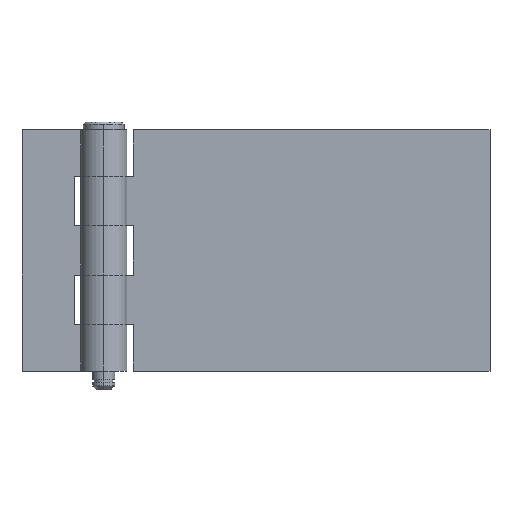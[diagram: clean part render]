
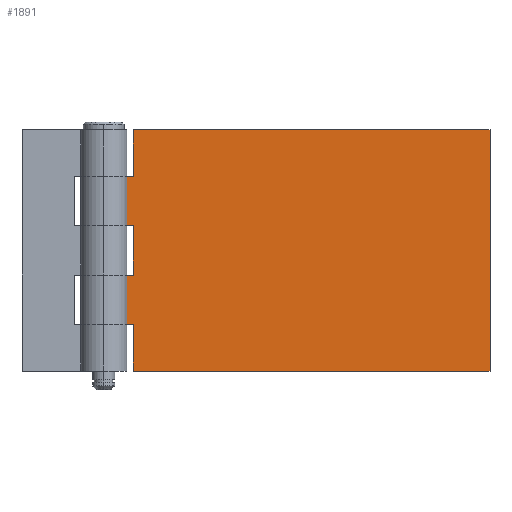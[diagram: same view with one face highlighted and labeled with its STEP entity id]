
A CAD part, top view. The second image highlights one B-rep face of the part: STEP entity #1891.
In plain terms, the highlighted face is planar.
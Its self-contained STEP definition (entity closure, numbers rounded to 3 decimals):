
#66 = VERTEX_POINT ( 'NONE', #433 ) ;
#67 = VERTEX_POINT ( 'NONE', #432 ) ;
#69 = EDGE_CURVE ( 'NONE', #70, #107, #431, .T. ) ;
#70 = VERTEX_POINT ( 'NONE', #427 ) ;
#107 = VERTEX_POINT ( 'NONE', #480 ) ;
#111 = EDGE_CURVE ( 'NONE', #1948, #2136, #538, .T. ) ;
#113 = EDGE_CURVE ( 'NONE', #66, #67, #534, .T. ) ;
#391 = ORIENTED_EDGE ( 'NONE', *, *, #643, .T. ) ;
#427 = CARTESIAN_POINT ( 'NONE',  ( 104., 0., 3.05 ) ) ;
#428 = DIRECTION ( 'NONE',  ( -1., 0., 0. ) ) ;
#429 = VECTOR ( 'NONE', #428, 1000. ) ;
#430 = CARTESIAN_POINT ( 'NONE',  ( 104., 0., 3.05 ) ) ;
#431 = LINE ( 'NONE', #430, #429 ) ;
#432 = CARTESIAN_POINT ( 'NONE',  ( 5.455, 39.125, 3.05 ) ) ;
#433 = CARTESIAN_POINT ( 'NONE',  ( 5.455, 52.375, 3.05 ) ) ;
#480 = CARTESIAN_POINT ( 'NONE',  ( 8., 0., 3.05 ) ) ;
#531 = DIRECTION ( 'NONE',  ( 0., -1., 0. ) ) ;
#532 = VECTOR ( 'NONE', #531, 1000. ) ;
#533 = CARTESIAN_POINT ( 'NONE',  ( 5.455, 65., 3.05 ) ) ;
#534 = LINE ( 'NONE', #533, #532 ) ;
#535 = DIRECTION ( 'NONE',  ( -1., 0., 0. ) ) ;
#536 = VECTOR ( 'NONE', #535, 1000. ) ;
#537 = CARTESIAN_POINT ( 'NONE',  ( 104., 65., 3.05 ) ) ;
#538 = LINE ( 'NONE', #537, #536 ) ;
#643 = EDGE_CURVE ( 'NONE', #1951, #1980, #840, .T. ) ;
#840 = LINE ( 'NONE', #903, #902 ) ;
#871 = LINE ( 'NONE', #937, #936 ) ;
#872 = DIRECTION ( 'NONE',  ( 0., 1., 0. ) ) ;
#873 = VECTOR ( 'NONE', #872, 1000. ) ;
#874 = CARTESIAN_POINT ( 'NONE',  ( 8., 65., 3.05 ) ) ;
#875 = LINE ( 'NONE', #874, #873 ) ;
#886 = DIRECTION ( 'NONE',  ( 0., -1., 0. ) ) ;
#887 = VECTOR ( 'NONE', #886, 1000. ) ;
#888 = CARTESIAN_POINT ( 'NONE',  ( 104., 65., 3.05 ) ) ;
#889 = LINE ( 'NONE', #888, #887 ) ;
#890 = DIRECTION ( 'NONE',  ( 1., 0., 0. ) ) ;
#891 = DIRECTION ( 'NONE',  ( 0., 0., 1. ) ) ;
#892 = CARTESIAN_POINT ( 'NONE',  ( 104., 65., 3.05 ) ) ;
#893 = AXIS2_PLACEMENT_3D ( 'NONE', #892, #891, #890 ) ;
#894 = ORIENTED_EDGE ( 'NONE', *, *, #1958, .F. ) ;
#895 = PLANE ( 'NONE',  #893 ) ;
#896 = FACE_OUTER_BOUND ( 'NONE', #1890, .T. ) ;
#901 = DIRECTION ( 'NONE',  ( 1., 0., 0. ) ) ;
#902 = VECTOR ( 'NONE', #901, 1000. ) ;
#903 = CARTESIAN_POINT ( 'NONE',  ( 104., 25.875, 3.05 ) ) ;
#930 = DIRECTION ( 'NONE',  ( -1., 0., 0. ) ) ;
#931 = VECTOR ( 'NONE', #930, 1000. ) ;
#932 = CARTESIAN_POINT ( 'NONE',  ( 104., 39.125, 3.05 ) ) ;
#933 = LINE ( 'NONE', #932, #931 ) ;
#934 = CARTESIAN_POINT ( 'NONE',  ( 8., 52.375, 3.05 ) ) ;
#935 = DIRECTION ( 'NONE',  ( 1., 0., 0. ) ) ;
#936 = VECTOR ( 'NONE', #935, 1000. ) ;
#937 = CARTESIAN_POINT ( 'NONE',  ( 104., 52.375, 3.05 ) ) ;
#938 = CARTESIAN_POINT ( 'NONE',  ( 5.455, 25.875, 3.05 ) ) ;
#940 = CARTESIAN_POINT ( 'NONE',  ( 104., 65., 3.05 ) ) ;
#982 = DIRECTION ( 'NONE',  ( 0., -1., 0. ) ) ;
#983 = VECTOR ( 'NONE', #982, 1000. ) ;
#984 = CARTESIAN_POINT ( 'NONE',  ( 5.455, 65., 3.05 ) ) ;
#985 = LINE ( 'NONE', #984, #983 ) ;
#1002 = CARTESIAN_POINT ( 'NONE',  ( 8., 25.875, 3.05 ) ) ;
#1003 = DIRECTION ( 'NONE',  ( 0., 1., 0. ) ) ;
#1004 = VECTOR ( 'NONE', #1003, 1000. ) ;
#1005 = CARTESIAN_POINT ( 'NONE',  ( 8., 65., 3.05 ) ) ;
#1006 = LINE ( 'NONE', #1005, #1004 ) ;
#1007 = CARTESIAN_POINT ( 'NONE',  ( 8., 39.125, 3.05 ) ) ;
#1048 = DIRECTION ( 'NONE',  ( 0., 1., 0. ) ) ;
#1049 = VECTOR ( 'NONE', #1048, 1000. ) ;
#1050 = CARTESIAN_POINT ( 'NONE',  ( 8., 65., 3.05 ) ) ;
#1051 = LINE ( 'NONE', #1050, #1049 ) ;
#1052 = DIRECTION ( 'NONE',  ( -1., 0., 0. ) ) ;
#1053 = VECTOR ( 'NONE', #1052, 1000. ) ;
#1054 = CARTESIAN_POINT ( 'NONE',  ( 104., 12.625, 3.05 ) ) ;
#1055 = LINE ( 'NONE', #1054, #1053 ) ;
#1062 = CARTESIAN_POINT ( 'NONE',  ( 8., 12.625, 3.05 ) ) ;
#1082 = CARTESIAN_POINT ( 'NONE',  ( 5.455, 12.625, 3.05 ) ) ;
#1279 = CARTESIAN_POINT ( 'NONE',  ( 8., 65., 3.05 ) ) ;
#1890 = EDGE_LOOP ( 'NONE', ( #894, #391, #1979, #1976, #1907, #1904, #1903, #1901, #1991, #1993, #1992, #1982 ) ) ;
#1891 = ADVANCED_FACE ( 'NONE', ( #896 ), #895, .F. ) ;
#1892 = EDGE_CURVE ( 'NONE', #1948, #70, #889, .T. ) ;
#1901 = ORIENTED_EDGE ( 'NONE', *, *, #111, .F. ) ;
#1902 = EDGE_CURVE ( 'NONE', #1906, #2136, #875, .T. ) ;
#1903 = ORIENTED_EDGE ( 'NONE', *, *, #1902, .T. ) ;
#1904 = ORIENTED_EDGE ( 'NONE', *, *, #1905, .T. ) ;
#1905 = EDGE_CURVE ( 'NONE', #66, #1906, #871, .T. ) ;
#1906 = VERTEX_POINT ( 'NONE', #934 ) ;
#1907 = ORIENTED_EDGE ( 'NONE', *, *, #113, .F. ) ;
#1908 = EDGE_CURVE ( 'NONE', #1977, #67, #933, .T. ) ;
#1948 = VERTEX_POINT ( 'NONE', #940 ) ;
#1951 = VERTEX_POINT ( 'NONE', #938 ) ;
#1958 = EDGE_CURVE ( 'NONE', #1951, #2024, #985, .T. ) ;
#1976 = ORIENTED_EDGE ( 'NONE', *, *, #1908, .T. ) ;
#1977 = VERTEX_POINT ( 'NONE', #1007 ) ;
#1978 = EDGE_CURVE ( 'NONE', #1980, #1977, #1006, .T. ) ;
#1979 = ORIENTED_EDGE ( 'NONE', *, *, #1978, .T. ) ;
#1980 = VERTEX_POINT ( 'NONE', #1002 ) ;
#1981 = VERTEX_POINT ( 'NONE', #1062 ) ;
#1982 = ORIENTED_EDGE ( 'NONE', *, *, #1985, .T. ) ;
#1985 = EDGE_CURVE ( 'NONE', #1981, #2024, #1055, .T. ) ;
#1988 = EDGE_CURVE ( 'NONE', #107, #1981, #1051, .T. ) ;
#1991 = ORIENTED_EDGE ( 'NONE', *, *, #1892, .T. ) ;
#1992 = ORIENTED_EDGE ( 'NONE', *, *, #1988, .T. ) ;
#1993 = ORIENTED_EDGE ( 'NONE', *, *, #69, .T. ) ;
#2024 = VERTEX_POINT ( 'NONE', #1082 ) ;
#2136 = VERTEX_POINT ( 'NONE', #1279 ) ;
